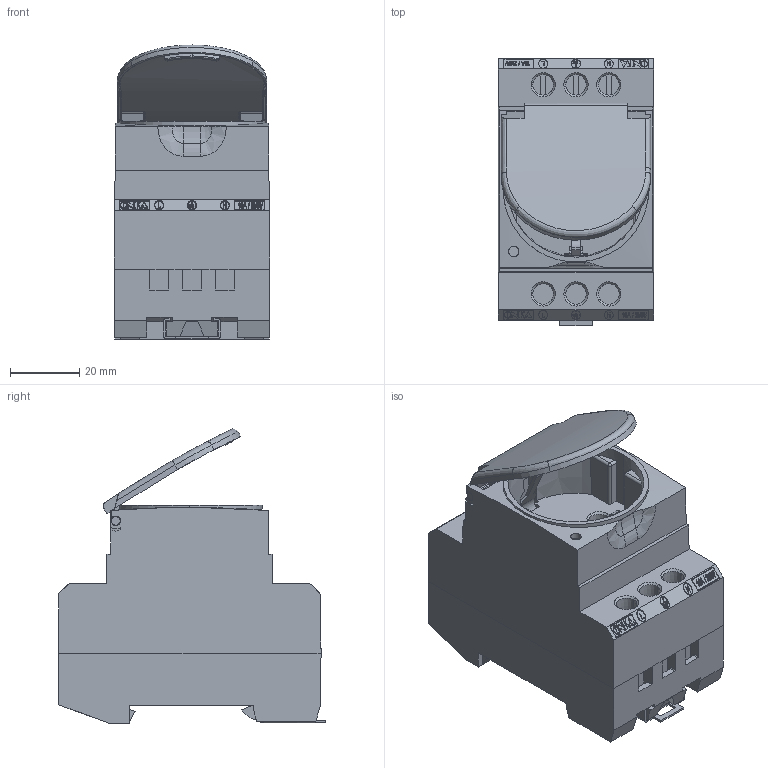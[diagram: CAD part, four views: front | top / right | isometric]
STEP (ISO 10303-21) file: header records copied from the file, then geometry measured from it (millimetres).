
FILE_DESCRIPTION (( 'STEP AP203' ), '1' );
FILE_NAME ('7160.STEP', '2020-08-20T13:40:48', ( '' ), ( '' ), 'SwSTEP 2.0', 'SolidWorks 2011', '' );
FILE_SCHEMA (( 'CONFIG_CONTROL_DESIGN' ));
Length unit declared in the file: millimetre
Products named in the file (1): 7160
Bounding box: 45 x 77.34 x 85.06 mm (x, y, z)
Volume: 130807.7 mm3; surface area: 41544.4 mm2
Topology: 1 solids, 7 shells, 1285 faces, 3510 edges, 2315 vertices
Faces by surface type: plane 763, bspline 252, cylinder 193, cone 77
Entity records: 63359 total; most frequent: CARTESIAN_POINT 33736, ORIENTED_EDGE 7000, DIRECTION 4557, EDGE_CURVE 3500, VERTEX_POINT 2315, LINE 2243, VECTOR 2243, EDGE_LOOP 1393
